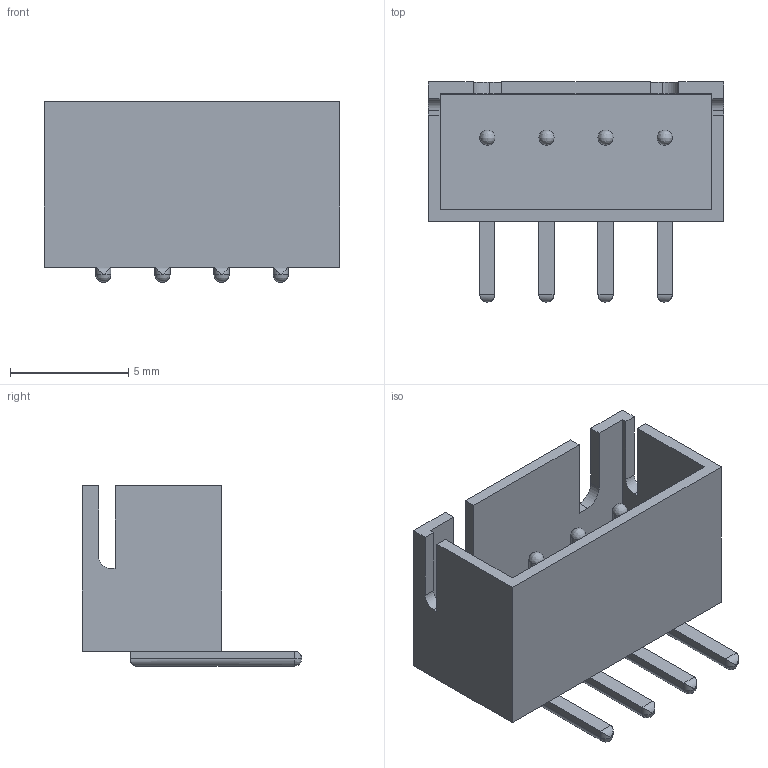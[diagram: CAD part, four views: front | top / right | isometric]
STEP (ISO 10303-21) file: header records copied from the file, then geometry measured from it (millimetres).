
FILE_DESCRIPTION (( 'STEP AP214' ), '1' );
FILE_NAME ('User Library-JST-XH-2.5mm-4.STEP', '2022-03-04T06:21:16', ( '' ), ( '' ), 'SwSTEP 2.0', 'SolidWorks 2021', '' );
FILE_SCHEMA (( 'AUTOMOTIVE_DESIGN' ));
Length unit declared in the file: millimetre
Products named in the file (1): User Library-JST-XH-2.5mm-4
Bounding box: 12.5 x 9.3 x 7.64 mm (x, y, z)
Volume: 158.9 mm3; surface area: 704.2 mm2
Topology: 5 solids, 5 shells, 82 faces, 196 edges, 112 vertices
Faces by surface type: plane 42, cylinder 32, bspline 8
Entity records: 2542 total; most frequent: CARTESIAN_POINT 543, ORIENTED_EDGE 360, DIRECTION 350, EDGE_CURVE 180, LINE 128, VECTOR 128, VERTEX_POINT 112, AXIS2_PLACEMENT_3D 111
